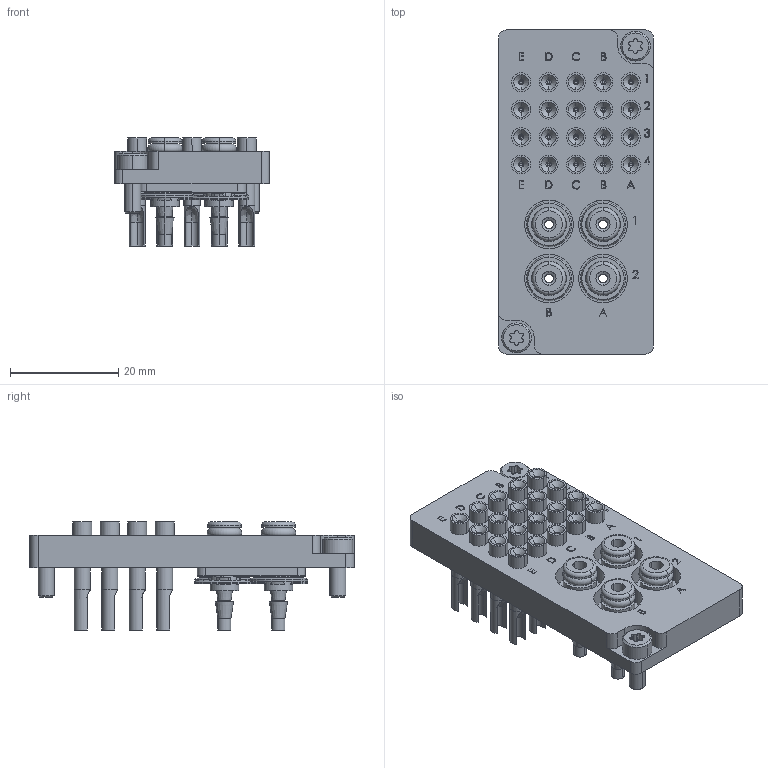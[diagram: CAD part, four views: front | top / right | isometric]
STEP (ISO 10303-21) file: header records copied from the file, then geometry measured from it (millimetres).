
FILE_DESCRIPTION (( 'STEP AP214' ), '1' );
FILE_NAME ('INGUN_50581.STEP', '2023-01-18T11:08:41', ( '' ), ( '' ), 'SwSTEP 2.0', 'SolidWorks 2021', '' );
FILE_SCHEMA (( 'AUTOMOTIVE_DESIGN' ));
Length unit declared in the file: millimetre
Products named in the file (8): 45209~0_S; 37818~0_S; KT-Master__ADA~kt_KT-120 L3 E02-30; 50583~2_S; INFO_4613~0_S; DIN912~n_M03,0x008; INGUN_50581; 50583~2
Assembly tree (33 placements, depth 3):
  INGUN_50581
    50583~2_S
      50583~2
      INFO_4613~0_S
    37818~0_S  x4
    45209~0_S  x4
    DIN912~n_M03,0x008  x2
    KT-Master__ADA~kt_KT-120 L3 E02-30  x20
Bounding box: 28.7 x 60 x 20 mm (x, y, z)
Volume: 12160.1 mm3; surface area: 14353.4 mm2
Topology: 68 solids, 68 shells, 5885 faces, 16676 edges, 10968 vertices
Faces by surface type: plane 3740, cylinder 1600, cone 396, bspline 125, torus 24
Entity records: 31806 total; most frequent: CARTESIAN_POINT 10319, ORIENTED_EDGE 3964, DIRECTION 3430, EDGE_CURVE 1982, VERTEX_POINT 1310, AXIS2_PLACEMENT_3D 1197, LINE 1036, VECTOR 1036
